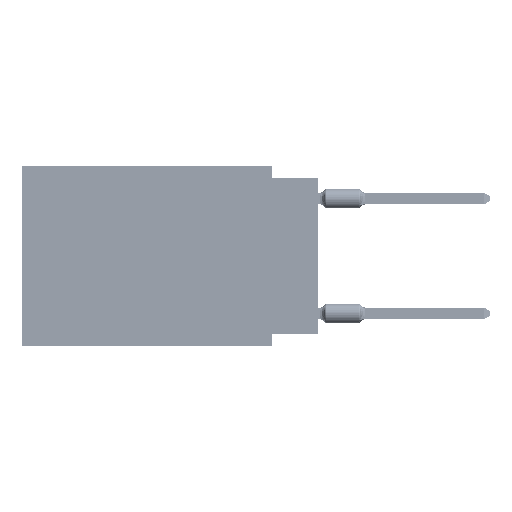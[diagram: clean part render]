
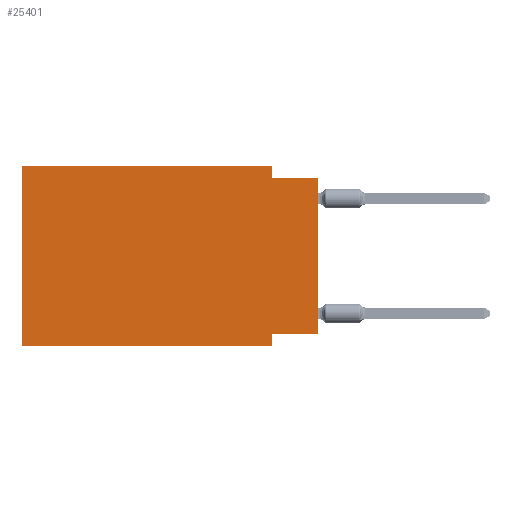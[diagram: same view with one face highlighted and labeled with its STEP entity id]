
A CAD part, left-side view. The second image highlights one B-rep face of the part: STEP entity #25401.
In plain terms, the highlighted planar face has unit normal (-1, 0, 0).
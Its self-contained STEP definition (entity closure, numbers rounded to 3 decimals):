
#239 = VECTOR ( 'NONE', #40725, 1000. ) ;
#2839 = DIRECTION ( 'NONE',  ( 0., 0., -1. ) ) ;
#3595 = ORIENTED_EDGE ( 'NONE', *, *, #16868, .F. ) ;
#4344 = ORIENTED_EDGE ( 'NONE', *, *, #32803, .F. ) ;
#4777 = CARTESIAN_POINT ( 'NONE',  ( 0., 2.54, 0. ) ) ;
#5213 = PLANE ( 'NONE',  #67308 ) ;
#6030 = VERTEX_POINT ( 'NONE', #61830 ) ;
#6629 = EDGE_LOOP ( 'NONE', ( #46543, #51767, #62183, #4344, #58977, #24032, #3595, #50602 ) ) ;
#6922 = CARTESIAN_POINT ( 'NONE',  ( 0., 16.383, -9.906 ) ) ;
#7358 = EDGE_CURVE ( 'NONE', #51886, #44475, #31523, .T. ) ;
#7380 = EDGE_CURVE ( 'NONE', #44475, #13619, #61346, .T. ) ;
#7755 = VERTEX_POINT ( 'NONE', #68671 ) ;
#8473 = LINE ( 'NONE', #26572, #49788 ) ;
#8659 = DIRECTION ( 'NONE',  ( 0., -1., 0. ) ) ;
#8727 = DIRECTION ( 'NONE',  ( 0., -1., 0. ) ) ;
#10993 = CARTESIAN_POINT ( 'NONE',  ( 0., 2.54, -9.906 ) ) ;
#12923 = CARTESIAN_POINT ( 'NONE',  ( 0., 2.54, -9.906 ) ) ;
#12948 = DIRECTION ( 'NONE',  ( 0., -1., 0. ) ) ;
#13590 = EDGE_CURVE ( 'NONE', #30453, #6030, #73240, .T. ) ;
#13619 = VERTEX_POINT ( 'NONE', #55846 ) ;
#14628 = EDGE_CURVE ( 'NONE', #23909, #18326, #52596, .T. ) ;
#15417 = EDGE_CURVE ( 'NONE', #23909, #7755, #8473, .T. ) ;
#16868 = EDGE_CURVE ( 'NONE', #6030, #18326, #52191, .T. ) ;
#18326 = VERTEX_POINT ( 'NONE', #10993 ) ;
#20815 = VECTOR ( 'NONE', #12948, 1000. ) ;
#23909 = VERTEX_POINT ( 'NONE', #30546 ) ;
#24032 = ORIENTED_EDGE ( 'NONE', *, *, #14628, .T. ) ;
#25401 = ADVANCED_FACE ( 'NONE', ( #33908 ), #5213, .F. ) ;
#26572 = CARTESIAN_POINT ( 'NONE',  ( 0., 16.383, 0. ) ) ;
#29030 = LINE ( 'NONE', #40356, #239 ) ;
#30453 = VERTEX_POINT ( 'NONE', #34200 ) ;
#30546 = CARTESIAN_POINT ( 'NONE',  ( 0., 16.383, -9.906 ) ) ;
#31523 = LINE ( 'NONE', #54541, #56383 ) ;
#32453 = DIRECTION ( 'NONE',  ( 0., 1., 0. ) ) ;
#32803 = EDGE_CURVE ( 'NONE', #7755, #51886, #63897, .T. ) ;
#33908 = FACE_OUTER_BOUND ( 'NONE', #6629, .T. ) ;
#34200 = CARTESIAN_POINT ( 'NONE',  ( 0., 0., -9.271 ) ) ;
#35180 = CARTESIAN_POINT ( 'NONE',  ( 0., 16.383, 0. ) ) ;
#40356 = CARTESIAN_POINT ( 'NONE',  ( 0., 0., 0. ) ) ;
#40725 = DIRECTION ( 'NONE',  ( 0., 0., 1. ) ) ;
#41793 = DIRECTION ( 'NONE',  ( 1., 0., 0. ) ) ;
#42695 = VECTOR ( 'NONE', #8727, 1000. ) ;
#44475 = VERTEX_POINT ( 'NONE', #60194 ) ;
#46543 = ORIENTED_EDGE ( 'NONE', *, *, #57419, .T. ) ;
#49788 = VECTOR ( 'NONE', #54150, 1000. ) ;
#50602 = ORIENTED_EDGE ( 'NONE', *, *, #13590, .F. ) ;
#51767 = ORIENTED_EDGE ( 'NONE', *, *, #7380, .F. ) ;
#51886 = VERTEX_POINT ( 'NONE', #4777 ) ;
#52191 = LINE ( 'NONE', #12923, #69051 ) ;
#52596 = LINE ( 'NONE', #6922, #20815 ) ;
#53695 = DIRECTION ( 'NONE',  ( 0., 0., -1. ) ) ;
#54150 = DIRECTION ( 'NONE',  ( 0., 0., 1. ) ) ;
#54541 = CARTESIAN_POINT ( 'NONE',  ( 0., 2.54, 0. ) ) ;
#55846 = CARTESIAN_POINT ( 'NONE',  ( 0., 0., -0.635 ) ) ;
#56383 = VECTOR ( 'NONE', #2839, 1000. ) ;
#57419 = EDGE_CURVE ( 'NONE', #30453, #13619, #29030, .T. ) ;
#58977 = ORIENTED_EDGE ( 'NONE', *, *, #15417, .F. ) ;
#59169 = CARTESIAN_POINT ( 'NONE',  ( 0., 16.383, 0. ) ) ;
#60194 = CARTESIAN_POINT ( 'NONE',  ( 0., 2.54, -0.635 ) ) ;
#60785 = CARTESIAN_POINT ( 'NONE',  ( 0., 0., -9.271 ) ) ;
#61346 = LINE ( 'NONE', #65313, #72106 ) ;
#61830 = CARTESIAN_POINT ( 'NONE',  ( 0., 2.54, -9.271 ) ) ;
#62183 = ORIENTED_EDGE ( 'NONE', *, *, #7358, .F. ) ;
#63897 = LINE ( 'NONE', #35180, #42695 ) ;
#65313 = CARTESIAN_POINT ( 'NONE',  ( 0., 0., -0.635 ) ) ;
#67308 = AXIS2_PLACEMENT_3D ( 'NONE', #59169, #41793, #70136 ) ;
#68671 = CARTESIAN_POINT ( 'NONE',  ( 0., 16.383, 0. ) ) ;
#69051 = VECTOR ( 'NONE', #53695, 1000. ) ;
#70136 = DIRECTION ( 'NONE',  ( 0., 0., -1. ) ) ;
#72106 = VECTOR ( 'NONE', #8659, 1000. ) ;
#72772 = VECTOR ( 'NONE', #32453, 1000. ) ;
#73240 = LINE ( 'NONE', #60785, #72772 ) ;
